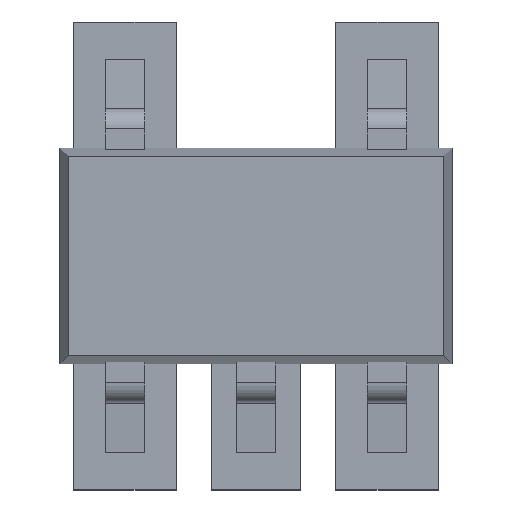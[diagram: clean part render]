
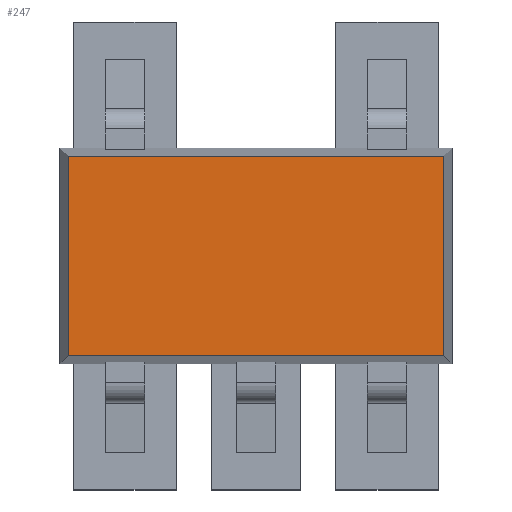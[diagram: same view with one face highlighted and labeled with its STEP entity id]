
A CAD part, top view. The second image highlights one B-rep face of the part: STEP entity #247.
In plain terms, the highlighted planar face has unit normal (0, 0, 1).
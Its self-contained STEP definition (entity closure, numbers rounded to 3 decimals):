
#247=ADVANCED_FACE('',(#437),#352,.T.);
#352=PLANE('',#2210);
#437=FACE_OUTER_BOUND('',#537,.T.);
#537=EDGE_LOOP('',(#647,#648,#649,#650));
#647=ORIENTED_EDGE('',*,*,#1419,.T.);
#648=ORIENTED_EDGE('',*,*,#1420,.T.);
#649=ORIENTED_EDGE('',*,*,#1421,.T.);
#650=ORIENTED_EDGE('',*,*,#1422,.T.);
#1227=VERTEX_POINT('',#2899);
#1228=VERTEX_POINT('',#2900);
#1229=VERTEX_POINT('',#2902);
#1230=VERTEX_POINT('',#2904);
#1419=EDGE_CURVE('',#1227,#1228,#1709,.T.);
#1420=EDGE_CURVE('',#1228,#1229,#1710,.T.);
#1421=EDGE_CURVE('',#1229,#1230,#1711,.T.);
#1422=EDGE_CURVE('',#1230,#1227,#1712,.T.);
#1709=LINE('',#2898,#1959);
#1710=LINE('',#2901,#1960);
#1711=LINE('',#2903,#1961);
#1712=LINE('',#2905,#1962);
#1959=VECTOR('',#2357,1.);
#1960=VECTOR('',#2358,1.);
#1961=VECTOR('',#2359,1.);
#1962=VECTOR('',#2360,1.);
#2210=AXIS2_PLACEMENT_3D('',#2906,#2361,#2362);
#2357=DIRECTION('',(-1.,0.,0.));
#2358=DIRECTION('',(0.,-1.,0.));
#2359=DIRECTION('',(1.,0.,0.));
#2360=DIRECTION('',(0.,1.,0.));
#2361=DIRECTION('',(0.,0.,1.));
#2362=DIRECTION('',(-1.,0.,0.));
#2898=CARTESIAN_POINT('',(1.437,0.762,1.176));
#2899=CARTESIAN_POINT('',(1.437,0.762,1.176));
#2900=CARTESIAN_POINT('',(-1.437,0.762,1.176));
#2901=CARTESIAN_POINT('',(-1.437,0.762,1.176));
#2902=CARTESIAN_POINT('',(-1.437,-0.762,1.176));
#2903=CARTESIAN_POINT('',(-1.437,-0.762,1.176));
#2904=CARTESIAN_POINT('',(1.437,-0.762,1.176));
#2905=CARTESIAN_POINT('',(1.437,-0.762,1.176));
#2906=CARTESIAN_POINT('',(0.,0.,1.176));
